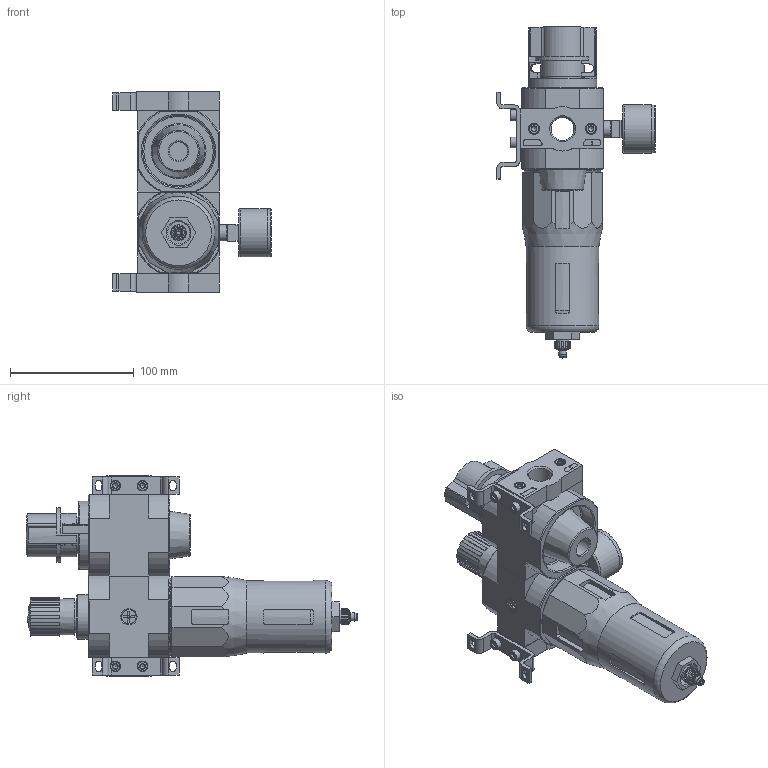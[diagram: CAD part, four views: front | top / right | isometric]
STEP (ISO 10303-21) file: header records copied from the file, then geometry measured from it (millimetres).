
FILE_DESCRIPTION(/* description */ ('STEP AP214'),/* implementation_level */ '2;1');
FILE_NAME(/* name */ '186043_LFR-1_2-D-MAXI-KC',/* time_stamp */ '2024-09-03T18:18:23+02:00',/* author */ ('License CC BY-ND 4.0'),/* organization */ ('CADENAS'),/* preprocessor_version */ 'ST-DEVELOPER v19.3',/* originating_system */ 'PARTsolutions',/* authorisation */ ' ');
FILE_SCHEMA (('AUTOMOTIVE_DESIGN {1 0 10303 214 3 1 1}'));
Length unit declared in the file: millimetre
Products named in the file (12): 186043 LFR-1/2-D-MAXI-KC; 680243 PBL-1/2-D-MAXI-L---(1) p1; DIN-912 - M5x20(F); 159593 HFOE-D-MIDI/MAXI-P1; DIN-912 - M5x10(F); 680244 PBL-1/2-D-MAXI-R---(0) p1; 360722 HE-MAXI; 234370 FRB-D-MAXI; 124085 LFR-D-MAXI--(0); 8003639 PAGN-40-16-G14; 125696 LR/LFR-D-MAXI; 648415 LF
Assembly tree (19 placements, depth 2):
  186043 LFR-1/2-D-MAXI-KC
    680243 PBL-1/2-D-MAXI-L---(1) p1
    DIN-912 - M5x20(F)  x4
    159593 HFOE-D-MIDI/MAXI-P1  x2
    DIN-912 - M5x10(F)  x4
    680244 PBL-1/2-D-MAXI-R---(0) p1
    360722 HE-MAXI
    234370 FRB-D-MAXI  x2
    124085 LFR-D-MAXI--(0)
    8003639 PAGN-40-16-G14
    125696 LR/LFR-D-MAXI
    648415 LF
Bounding box: 127.95 x 268.08 x 162 mm (x, y, z)
Volume: 1060333.6 mm3; surface area: 155912.3 mm2
Topology: 19 solids, 20 shells, 1192 faces, 2909 edges, 1827 vertices
Faces by surface type: plane 670, cylinder 281, cone 187, torus 40, sphere 14
Full cylindrical faces by diameter (mm): 2 x1, 3 x1, 3.7 x2, 4.134 x10, 4.2 x1, 5 x10, 5.3 x4, 5.6 x1, 6.4 x1, 6.8 x1, 7 x2, 7.1 x1, 8 x4, 8.2 x4, 8.5 x8, 8.7 x1, 9 x1, 9.5 x1, 11 x1, 11.2 x1, 11.445 x2, 12.6 x1, 13.157 x2, 14.95 x1, 18 x1, 18.631 x2, 22 x1, 22.5 x1, 24.9 x1, 26.9 x1
Entity records: 33513 total; most frequent: CARTESIAN_POINT 5680, DIRECTION 4884, ORIENTED_EDGE 4508, EDGE_CURVE 2254, AXIS2_PLACEMENT_3D 1867, VERTEX_POINT 1555, FACE_BOUND 1277, EDGE_LOOP 1266
